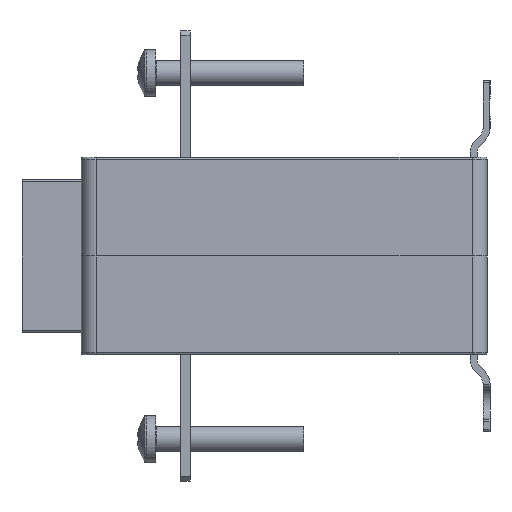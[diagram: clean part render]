
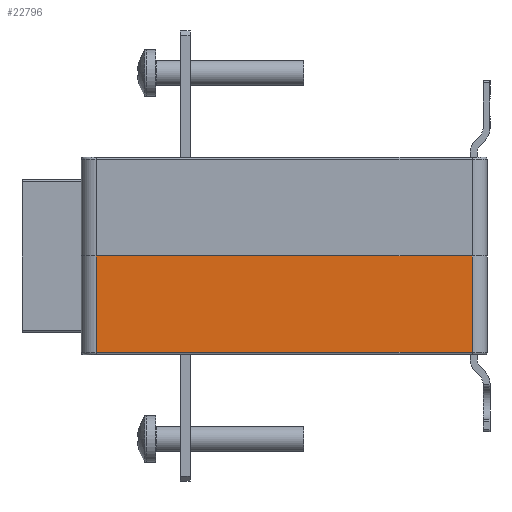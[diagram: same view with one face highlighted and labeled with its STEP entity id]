
A CAD part, left-side view. The second image highlights one B-rep face of the part: STEP entity #22796.
In plain terms, the highlighted planar face has unit normal (-1, 0, 0).
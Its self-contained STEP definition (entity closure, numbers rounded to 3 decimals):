
#1175 = VERTEX_POINT ( 'NONE', #25369 ) ;
#1362 = LINE ( 'NONE', #17258, #30498 ) ;
#1668 = ORIENTED_EDGE ( 'NONE', *, *, #12846, .T. ) ;
#1679 = CARTESIAN_POINT ( 'NONE',  ( -37.5, -38., 0.5 ) ) ;
#2527 = CARTESIAN_POINT ( 'NONE',  ( -37.5, -41., 20. ) ) ;
#3575 = ORIENTED_EDGE ( 'NONE', *, *, #10081, .F. ) ;
#4355 = VERTEX_POINT ( 'NONE', #1679 ) ;
#4523 = DIRECTION ( 'NONE',  ( 0., -1., 0. ) ) ;
#5248 = CARTESIAN_POINT ( 'NONE',  ( -37.5, -38., 20. ) ) ;
#5353 = DIRECTION ( 'NONE',  ( 1., 0., 0. ) ) ;
#5544 = VECTOR ( 'NONE', #25001, 1000. ) ;
#6932 = ORIENTED_EDGE ( 'NONE', *, *, #23419, .T. ) ;
#9344 = VECTOR ( 'NONE', #36226, 1000. ) ;
#10081 = EDGE_CURVE ( 'NONE', #1175, #34030, #26333, .T. ) ;
#10912 = CARTESIAN_POINT ( 'NONE',  ( -37.5, -38., 0.5 ) ) ;
#12846 = EDGE_CURVE ( 'NONE', #4355, #34030, #16862, .T. ) ;
#13917 = LINE ( 'NONE', #10912, #5544 ) ;
#13979 = VERTEX_POINT ( 'NONE', #24401 ) ;
#14316 = AXIS2_PLACEMENT_3D ( 'NONE', #2527, #5353, #25085 ) ;
#16862 = LINE ( 'NONE', #5248, #9344 ) ;
#17258 = CARTESIAN_POINT ( 'NONE',  ( -37.5, 38., 20. ) ) ;
#18328 = CARTESIAN_POINT ( 'NONE',  ( -37.5, -38., 20. ) ) ;
#19418 = PLANE ( 'NONE',  #14316 ) ;
#20076 = DIRECTION ( 'NONE',  ( 0., 0., -1. ) ) ;
#20288 = EDGE_LOOP ( 'NONE', ( #31355, #6932, #1668, #3575 ) ) ;
#20590 = FACE_OUTER_BOUND ( 'NONE', #20288, .T. ) ;
#22796 = ADVANCED_FACE ( 'NONE', ( #20590 ), #19418, .F. ) ;
#23419 = EDGE_CURVE ( 'NONE', #13979, #4355, #13917, .T. ) ;
#24249 = CARTESIAN_POINT ( 'NONE',  ( -37.5, -41., 20. ) ) ;
#24401 = CARTESIAN_POINT ( 'NONE',  ( -37.5, 38., 0.5 ) ) ;
#25001 = DIRECTION ( 'NONE',  ( 0., -1., 0. ) ) ;
#25085 = DIRECTION ( 'NONE',  ( 0., 0., -1. ) ) ;
#25369 = CARTESIAN_POINT ( 'NONE',  ( -37.5, 38., 20. ) ) ;
#26333 = LINE ( 'NONE', #24249, #32962 ) ;
#30498 = VECTOR ( 'NONE', #20076, 1000. ) ;
#31355 = ORIENTED_EDGE ( 'NONE', *, *, #32155, .T. ) ;
#32155 = EDGE_CURVE ( 'NONE', #1175, #13979, #1362, .T. ) ;
#32962 = VECTOR ( 'NONE', #4523, 1000. ) ;
#34030 = VERTEX_POINT ( 'NONE', #18328 ) ;
#36226 = DIRECTION ( 'NONE',  ( 0., 0., 1. ) ) ;
